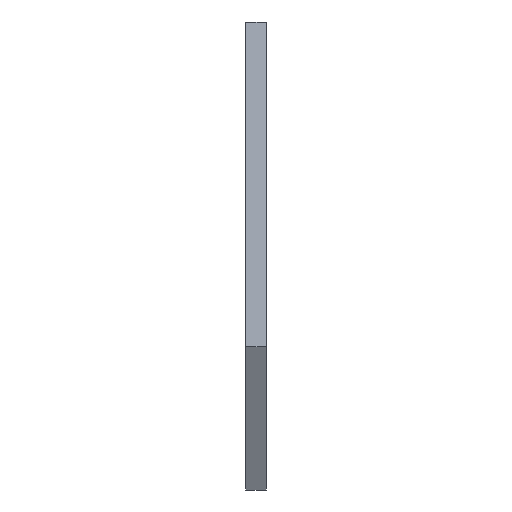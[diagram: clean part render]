
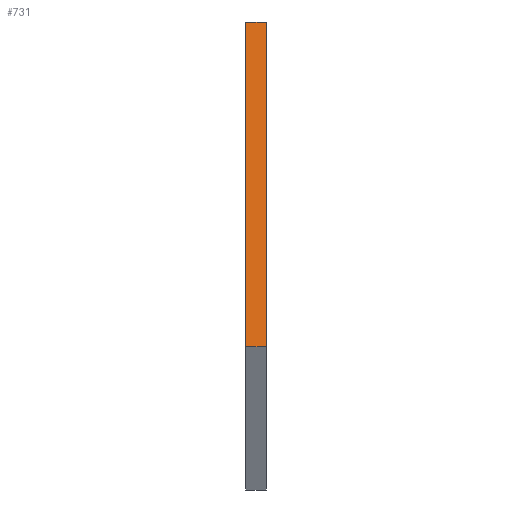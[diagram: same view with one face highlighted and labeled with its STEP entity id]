
A CAD part, left-side view. The second image highlights one B-rep face of the part: STEP entity #731.
In plain terms, the highlighted planar face has unit normal (-0.988, 0, 0.154).
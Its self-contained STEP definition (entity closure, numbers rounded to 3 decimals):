
#127=CARTESIAN_POINT('Vertex',(-576.598,102.5,901.682)) ;
#130=CARTESIAN_POINT('Line Origine',(-601.595,102.5,741.116)) ;
#134=CARTESIAN_POINT('Vertex',(-626.591,102.5,580.55)) ;
#693=CARTESIAN_POINT('Vertex',(-576.598,122.5,901.682)) ;
#696=CARTESIAN_POINT('Line Origine',(-576.598,112.5,901.682)) ;
#708=CARTESIAN_POINT('Axis2P3D Location',(-626.591,102.5,580.55)) ;
#713=CARTESIAN_POINT('Line Origine',(-601.595,122.5,741.116)) ;
#717=CARTESIAN_POINT('Vertex',(-626.591,122.5,580.55)) ;
#720=CARTESIAN_POINT('Line Origine',(-626.591,112.5,580.55)) ;
#131=DIRECTION('Vector Direction',(0.154,0.,0.988)) ;
#697=DIRECTION('Vector Direction',(0.,1.,0.)) ;
#709=DIRECTION('Axis2P3D Direction',(-0.988,0.,0.154)) ;
#710=DIRECTION('Axis2P3D XDirection',(0.154,0.,0.988)) ;
#714=DIRECTION('Vector Direction',(0.154,0.,0.988)) ;
#721=DIRECTION('Vector Direction',(0.,1.,0.)) ;
#711=AXIS2_PLACEMENT_3D('Plane Axis2P3D',#708,#709,#710) ;
#726=ORIENTED_EDGE('',*,*,#719,.T.) ;
#727=ORIENTED_EDGE('',*,*,#724,.F.) ;
#728=ORIENTED_EDGE('',*,*,#136,.F.) ;
#729=ORIENTED_EDGE('',*,*,#700,.T.) ;
#132=VECTOR('Line Direction',#131,1.) ;
#698=VECTOR('Line Direction',#697,1.) ;
#715=VECTOR('Line Direction',#714,1.) ;
#722=VECTOR('Line Direction',#721,1.) ;
#731=ADVANCED_FACE('Corps principal',(#730),#712,.T.) ;
#136=EDGE_CURVE('',#128,#135,#133,.F.) ;
#700=EDGE_CURVE('',#128,#694,#699,.T.) ;
#719=EDGE_CURVE('',#694,#718,#716,.F.) ;
#724=EDGE_CURVE('',#135,#718,#723,.T.) ;
#725=EDGE_LOOP('',(#726,#727,#728,#729)) ;
#730=FACE_OUTER_BOUND('',#725,.T.) ;
#133=LINE('Line',#130,#132) ;
#699=LINE('Line',#696,#698) ;
#716=LINE('Line',#713,#715) ;
#723=LINE('Line',#720,#722) ;
#712=PLANE('',#711) ;
#128=VERTEX_POINT('',#127) ;
#135=VERTEX_POINT('',#134) ;
#694=VERTEX_POINT('',#693) ;
#718=VERTEX_POINT('',#717) ;
